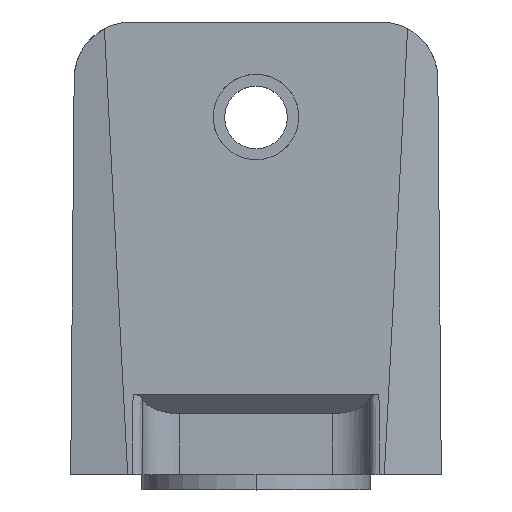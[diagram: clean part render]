
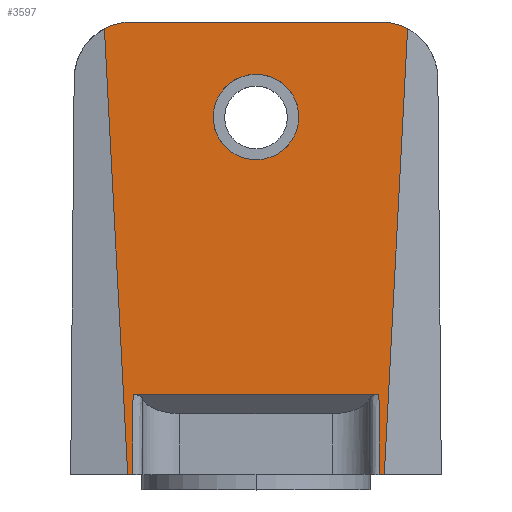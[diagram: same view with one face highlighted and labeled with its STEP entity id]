
A CAD part, top view. The second image highlights one B-rep face of the part: STEP entity #3597.
In plain terms, the highlighted planar face has unit normal (0, 0.009, 1).
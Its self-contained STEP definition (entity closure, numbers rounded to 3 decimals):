
#59 =( BOUNDED_CURVE ( )  B_SPLINE_CURVE ( 3, ( #3246, #2241, #1586, #223 ),
 .UNSPECIFIED., .F., .T. ) 
 B_SPLINE_CURVE_WITH_KNOTS ( ( 4, 4 ),
 ( 0., 0.489 ),
 .UNSPECIFIED. ) 
 CURVE ( )  GEOMETRIC_REPRESENTATION_ITEM ( )  RATIONAL_B_SPLINE_CURVE ( ( 1., 0.98, 0.98, 1. ) ) 
 REPRESENTATION_ITEM ( '' )  );
#80 =( BOUNDED_CURVE ( )  B_SPLINE_CURVE ( 3, ( #2774, #1387, #3454, #4112 ),
 .UNSPECIFIED., .F., .T. ) 
 B_SPLINE_CURVE_WITH_KNOTS ( ( 4, 4 ),
 ( 1.571, 4.712 ),
 .UNSPECIFIED. ) 
 CURVE ( )  GEOMETRIC_REPRESENTATION_ITEM ( )  RATIONAL_B_SPLINE_CURVE ( ( 1., 0.333, 0.333, 1. ) ) 
 REPRESENTATION_ITEM ( '' )  );
#223 = CARTESIAN_POINT ( 'NONE',  ( -7.978, 23.448, 8.038 ) ) ;
#249 = DIRECTION ( 'NONE',  ( 1., 0., 0. ) ) ;
#277 = DIRECTION ( 'NONE',  ( 0.052, -0.999, 0.009 ) ) ;
#286 = DIRECTION ( 'NONE',  ( 1., 0., 0. ) ) ;
#288 = ORIENTED_EDGE ( 'NONE', *, *, #3933, .T. ) ;
#296 = VECTOR ( 'NONE', #640, 1000. ) ;
#301 = VECTOR ( 'NONE', #2321, 1000. ) ;
#321 = EDGE_CURVE ( 'NONE', #2687, #3008, #80, .T. ) ;
#443 = VECTOR ( 'NONE', #4171, 1000. ) ;
#579 = CARTESIAN_POINT ( 'NONE',  ( -7.978, 23.448, 8.038 ) ) ;
#593 = CARTESIAN_POINT ( 'NONE',  ( -6.69, -1.15, 8.253 ) ) ;
#604 = EDGE_CURVE ( 'NONE', #3419, #4168, #1272, .T. ) ;
#612 = CARTESIAN_POINT ( 'NONE',  ( 0., 23.8, 8.035 ) ) ;
#625 = EDGE_LOOP ( 'NONE', ( #2161, #288, #758, #2313, #3059, #2212, #2283, #1294, #1494, #4065 ) ) ;
#635 = CARTESIAN_POINT ( 'NONE',  ( -6.471, 4.2, 8.206 ) ) ;
#640 = DIRECTION ( 'NONE',  ( 0.052, 0.999, -0.009 ) ) ;
#657 = CARTESIAN_POINT ( 'NONE',  ( 6.476, 2.804, 8.219 ) ) ;
#681 = CARTESIAN_POINT ( 'NONE',  ( 6.481, 1.404, 8.231 ) ) ;
#720 =( BOUNDED_CURVE ( )  B_SPLINE_CURVE ( 3, ( #4149, #2372, #1052, #1693 ),
 .UNSPECIFIED., .F., .T. ) 
 B_SPLINE_CURVE_WITH_KNOTS ( ( 4, 4 ),
 ( 2.653, 3.142 ),
 .UNSPECIFIED. ) 
 CURVE ( )  GEOMETRIC_REPRESENTATION_ITEM ( )  RATIONAL_B_SPLINE_CURVE ( ( 1., 0.98, 0.98, 1. ) ) 
 REPRESENTATION_ITEM ( '' )  );
#758 = ORIENTED_EDGE ( 'NONE', *, *, #604, .T. ) ;
#872 =( BOUNDED_CURVE ( )  B_SPLINE_CURVE ( 3, ( #3007, #657, #681, #4049 ),
 .UNSPECIFIED., .F., .T. ) 
 B_SPLINE_CURVE_WITH_KNOTS ( ( 4, 4 ),
 ( 1.418, 1.462 ),
 .UNSPECIFIED. ) 
 CURVE ( )  GEOMETRIC_REPRESENTATION_ITEM ( )  RATIONAL_B_SPLINE_CURVE ( ( 1., 1., 1., 1. ) ) 
 REPRESENTATION_ITEM ( '' )  );
#915 = VERTEX_POINT ( 'NONE', #579 ) ;
#923 = CARTESIAN_POINT ( 'NONE',  ( -6.485, 0., 8.243 ) ) ;
#926 = CARTESIAN_POINT ( 'NONE',  ( 6.485, 0., 8.243 ) ) ;
#939 = VECTOR ( 'NONE', #286, 1000. ) ;
#955 = EDGE_CURVE ( 'NONE', #2861, #1603, #2944, .T. ) ;
#973 = CARTESIAN_POINT ( 'NONE',  ( -6., 4.2, 8.206 ) ) ;
#1014 = EDGE_CURVE ( 'NONE', #3970, #1369, #720, .T. ) ;
#1020 = LINE ( 'NONE', #612, #301 ) ;
#1052 = CARTESIAN_POINT ( 'NONE',  ( 7.062, 23.8, 8.035 ) ) ;
#1243 = CARTESIAN_POINT ( 'NONE',  ( 0., 0., 8.243 ) ) ;
#1268 = EDGE_CURVE ( 'NONE', #4168, #3600, #872, .T. ) ;
#1272 = LINE ( 'NONE', #973, #3163 ) ;
#1294 = ORIENTED_EDGE ( 'NONE', *, *, #3292, .F. ) ;
#1320 = EDGE_CURVE ( 'NONE', #915, #2861, #1342, .T. ) ;
#1342 = LINE ( 'NONE', #593, #3382 ) ;
#1369 = VERTEX_POINT ( 'NONE', #1478 ) ;
#1387 = CARTESIAN_POINT ( 'NONE',  ( 2.25, 23.3, 8.04 ) ) ;
#1407 = VERTEX_POINT ( 'NONE', #2430 ) ;
#1478 = CARTESIAN_POINT ( 'NONE',  ( 6.568, 23.8, 8.035 ) ) ;
#1491 = CARTESIAN_POINT ( 'NONE',  ( -2.25, 18.8, 8.079 ) ) ;
#1494 = ORIENTED_EDGE ( 'NONE', *, *, #4401, .T. ) ;
#1541 = EDGE_CURVE ( 'NONE', #3008, #2687, #2431, .T. ) ;
#1586 = CARTESIAN_POINT ( 'NONE',  ( -7.542, 23.68, 8.036 ) ) ;
#1603 = VERTEX_POINT ( 'NONE', #923 ) ;
#1693 = CARTESIAN_POINT ( 'NONE',  ( 6.568, 23.8, 8.035 ) ) ;
#1727 = CARTESIAN_POINT ( 'NONE',  ( 7.978, 23.448, 8.038 ) ) ;
#1786 = CARTESIAN_POINT ( 'NONE',  ( 0., 0., 8.243 ) ) ;
#1982 = ORIENTED_EDGE ( 'NONE', *, *, #321, .F. ) ;
#2007 = ORIENTED_EDGE ( 'NONE', *, *, #1541, .F. ) ;
#2045 = CARTESIAN_POINT ( 'NONE',  ( 2.25, 18.8, 8.079 ) ) ;
#2061 = CARTESIAN_POINT ( 'NONE',  ( -2.25, 18.8, 8.079 ) ) ;
#2084 = CARTESIAN_POINT ( 'NONE',  ( -6.476, 2.804, 8.219 ) ) ;
#2161 = ORIENTED_EDGE ( 'NONE', *, *, #955, .T. ) ;
#2212 = ORIENTED_EDGE ( 'NONE', *, *, #2671, .T. ) ;
#2241 = CARTESIAN_POINT ( 'NONE',  ( -7.062, 23.8, 8.035 ) ) ;
#2283 = ORIENTED_EDGE ( 'NONE', *, *, #1014, .T. ) ;
#2313 = ORIENTED_EDGE ( 'NONE', *, *, #1268, .T. ) ;
#2321 = DIRECTION ( 'NONE',  ( 1., 0., 0. ) ) ;
#2370 = LINE ( 'NONE', #3731, #296 ) ;
#2371 = EDGE_CURVE ( 'NONE', #3600, #4359, #2489, .T. ) ;
#2372 = CARTESIAN_POINT ( 'NONE',  ( 7.542, 23.68, 8.036 ) ) ;
#2375 = FACE_BOUND ( 'NONE', #2791, .T. ) ;
#2430 = CARTESIAN_POINT ( 'NONE',  ( -6.568, 23.8, 8.035 ) ) ;
#2431 =( BOUNDED_CURVE ( )  B_SPLINE_CURVE ( 3, ( #1491, #3563, #3218, #3263 ),
 .UNSPECIFIED., .F., .T. ) 
 B_SPLINE_CURVE_WITH_KNOTS ( ( 4, 4 ),
 ( 4.712, 7.854 ),
 .UNSPECIFIED. ) 
 CURVE ( )  GEOMETRIC_REPRESENTATION_ITEM ( )  RATIONAL_B_SPLINE_CURVE ( ( 1., 0.333, 0.333, 1. ) ) 
 REPRESENTATION_ITEM ( '' )  );
#2489 = LINE ( 'NONE', #1786, #443 ) ;
#2657 = CARTESIAN_POINT ( 'NONE',  ( -6.75, 0., 8.243 ) ) ;
#2671 = EDGE_CURVE ( 'NONE', #4359, #3970, #2370, .T. ) ;
#2687 = VERTEX_POINT ( 'NONE', #2045 ) ;
#2774 = CARTESIAN_POINT ( 'NONE',  ( 2.25, 18.8, 8.079 ) ) ;
#2791 = EDGE_LOOP ( 'NONE', ( #1982, #2007 ) ) ;
#2861 = VERTEX_POINT ( 'NONE', #2657 ) ;
#2944 = LINE ( 'NONE', #1243, #939 ) ;
#3007 = CARTESIAN_POINT ( 'NONE',  ( 6.471, 4.2, 8.206 ) ) ;
#3008 = VERTEX_POINT ( 'NONE', #2061 ) ;
#3045 = FACE_OUTER_BOUND ( 'NONE', #625, .T. ) ;
#3058 = CARTESIAN_POINT ( 'NONE',  ( -6.481, 1.404, 8.231 ) ) ;
#3059 = ORIENTED_EDGE ( 'NONE', *, *, #2371, .T. ) ;
#3091 = CARTESIAN_POINT ( 'NONE',  ( -6.471, 4.2, 8.206 ) ) ;
#3163 = VECTOR ( 'NONE', #249, 1000. ) ;
#3218 = CARTESIAN_POINT ( 'NONE',  ( 2.25, 14.3, 8.118 ) ) ;
#3226 = CARTESIAN_POINT ( 'NONE',  ( 6.471, 4.2, 8.206 ) ) ;
#3246 = CARTESIAN_POINT ( 'NONE',  ( -6.568, 23.8, 8.035 ) ) ;
#3263 = CARTESIAN_POINT ( 'NONE',  ( 2.25, 18.8, 8.079 ) ) ;
#3292 = EDGE_CURVE ( 'NONE', #1407, #1369, #1020, .T. ) ;
#3329 = AXIS2_PLACEMENT_3D ( 'NONE', #3675, #4445, #4039 ) ;
#3382 = VECTOR ( 'NONE', #277, 1000. ) ;
#3419 = VERTEX_POINT ( 'NONE', #3091 ) ;
#3454 = CARTESIAN_POINT ( 'NONE',  ( -2.25, 23.3, 8.04 ) ) ;
#3563 = CARTESIAN_POINT ( 'NONE',  ( -2.25, 14.3, 8.118 ) ) ;
#3597 = ADVANCED_FACE ( 'NONE', ( #2375, #3045 ), #3740, .T. ) ;
#3600 = VERTEX_POINT ( 'NONE', #926 ) ;
#3675 = CARTESIAN_POINT ( 'NONE',  ( 0., -0.8, 8.25 ) ) ;
#3731 = CARTESIAN_POINT ( 'NONE',  ( 6.69, -1.15, 8.253 ) ) ;
#3740 = PLANE ( 'NONE',  #3329 ) ;
#3791 = CARTESIAN_POINT ( 'NONE',  ( 6.75, 0., 8.243 ) ) ;
#3796 = CARTESIAN_POINT ( 'NONE',  ( -6.485, 0., 8.243 ) ) ;
#3933 = EDGE_CURVE ( 'NONE', #1603, #3419, #4126, .T. ) ;
#3970 = VERTEX_POINT ( 'NONE', #1727 ) ;
#4039 = DIRECTION ( 'NONE',  ( 0., -1., 0.009 ) ) ;
#4049 = CARTESIAN_POINT ( 'NONE',  ( 6.485, 0., 8.243 ) ) ;
#4065 = ORIENTED_EDGE ( 'NONE', *, *, #1320, .T. ) ;
#4112 = CARTESIAN_POINT ( 'NONE',  ( -2.25, 18.8, 8.079 ) ) ;
#4126 =( BOUNDED_CURVE ( )  B_SPLINE_CURVE ( 3, ( #3796, #3058, #2084, #635 ),
 .UNSPECIFIED., .F., .T. ) 
 B_SPLINE_CURVE_WITH_KNOTS ( ( 4, 4 ),
 ( 1.679, 1.724 ),
 .UNSPECIFIED. ) 
 CURVE ( )  GEOMETRIC_REPRESENTATION_ITEM ( )  RATIONAL_B_SPLINE_CURVE ( ( 1., 1., 1., 1. ) ) 
 REPRESENTATION_ITEM ( '' )  );
#4149 = CARTESIAN_POINT ( 'NONE',  ( 7.978, 23.448, 8.038 ) ) ;
#4168 = VERTEX_POINT ( 'NONE', #3226 ) ;
#4171 = DIRECTION ( 'NONE',  ( 1., 0., 0. ) ) ;
#4359 = VERTEX_POINT ( 'NONE', #3791 ) ;
#4401 = EDGE_CURVE ( 'NONE', #1407, #915, #59, .T. ) ;
#4445 = DIRECTION ( 'NONE',  ( 0., 0.009, 1. ) ) ;
